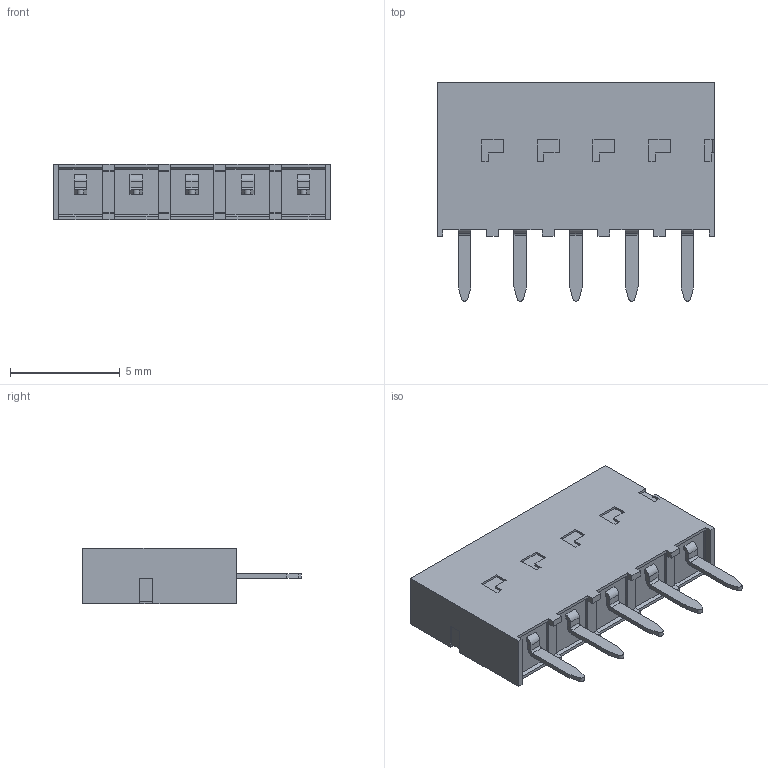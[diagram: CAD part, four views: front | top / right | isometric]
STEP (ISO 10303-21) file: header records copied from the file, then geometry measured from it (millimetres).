
FILE_DESCRIPTION((''),'2;1');
FILE_NAME('76341-Y05_SW0001','2009-09-19T',('kareems'),('FCI - ELX Division'),'PRO/ENGINEER BY PARAMETRIC TECHNOLOGY CORPORATION, 2008010','PRO/ENGINEER BY PARAMETRIC TECHNOLOGY CORPORATION, 2008010','');
FILE_SCHEMA(('CONFIG_CONTROL_DESIGN'));
Length unit declared in the file: millimetre
Products named in the file (1): 76341-Y05_SW0001
Bounding box: 12.62 x 9.96 x 2.54 mm (x, y, z)
Volume: 211.3 mm3; surface area: 315.4 mm2
Topology: 1 solids, 1 shells, 272 faces, 660 edges, 408 vertices
Faces by surface type: plane 247, cylinder 25
Entity records: 7744 total; most frequent: CARTESIAN_POINT 1340, ORIENTED_EDGE 1320, DIRECTION 1254, EDGE_CURVE 660, VECTOR 610, LINE 610, VERTEX_POINT 408, AXIS2_PLACEMENT_3D 322
